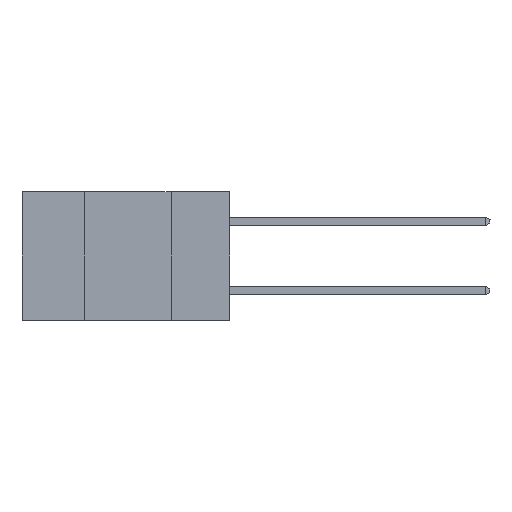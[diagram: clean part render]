
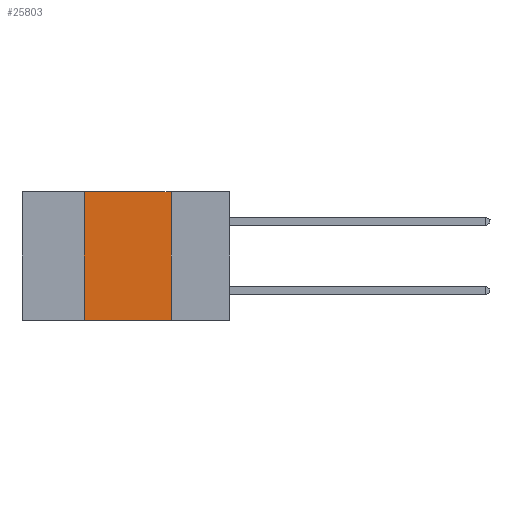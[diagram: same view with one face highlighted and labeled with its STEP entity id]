
A CAD part, left-side view. The second image highlights one B-rep face of the part: STEP entity #25803.
In plain terms, the highlighted planar face has unit normal (-1, 0, 0).
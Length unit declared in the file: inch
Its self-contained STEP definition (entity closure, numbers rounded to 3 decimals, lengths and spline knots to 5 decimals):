
#491 = ORIENTED_EDGE ( 'NONE', *, *, #9465, .F. ) ;
#982 = VERTEX_POINT ( 'NONE', #16528 ) ;
#1312 = VECTOR ( 'NONE', #30292, 39.37008 ) ;
#2120 = VERTEX_POINT ( 'NONE', #32627 ) ;
#2171 = VERTEX_POINT ( 'NONE', #19863 ) ;
#2243 = EDGE_CURVE ( 'NONE', #2171, #2120, #22044, .T. ) ;
#3475 = VERTEX_POINT ( 'NONE', #22225 ) ;
#5405 = DIRECTION ( 'NONE',  ( 0., 0., 1. ) ) ;
#7117 = DIRECTION ( 'NONE',  ( 0., -1., 0. ) ) ;
#9029 = ORIENTED_EDGE ( 'NONE', *, *, #2243, .T. ) ;
#9400 = CARTESIAN_POINT ( 'NONE',  ( 0., 0.42, 0. ) ) ;
#9465 = EDGE_CURVE ( 'NONE', #3475, #2120, #15537, .T. ) ;
#9676 = VECTOR ( 'NONE', #7117, 39.37008 ) ;
#10004 = EDGE_CURVE ( 'NONE', #982, #3475, #20032, .T. ) ;
#12000 = CARTESIAN_POINT ( 'NONE',  ( 0., 0.17, 0. ) ) ;
#12977 = VECTOR ( 'NONE', #24656, 39.37008 ) ;
#14626 = DIRECTION ( 'NONE',  ( 1., 0., 0. ) ) ;
#15537 = LINE ( 'NONE', #12000, #1312 ) ;
#15732 = FACE_OUTER_BOUND ( 'NONE', #24501, .T. ) ;
#16528 = CARTESIAN_POINT ( 'NONE',  ( 0., 0.42, 0. ) ) ;
#16865 = CARTESIAN_POINT ( 'NONE',  ( 0., 0.6, 0. ) ) ;
#17098 = CARTESIAN_POINT ( 'NONE',  ( 0., 0.6, -0.37 ) ) ;
#17677 = VECTOR ( 'NONE', #5405, 39.37008 ) ;
#18975 = ORIENTED_EDGE ( 'NONE', *, *, #27631, .F. ) ;
#19319 = LINE ( 'NONE', #9400, #17677 ) ;
#19863 = CARTESIAN_POINT ( 'NONE',  ( 0., 0.42, -0.37 ) ) ;
#20032 = LINE ( 'NONE', #16865, #12977 ) ;
#20977 = ORIENTED_EDGE ( 'NONE', *, *, #10004, .F. ) ;
#22044 = LINE ( 'NONE', #17098, #9676 ) ;
#22225 = CARTESIAN_POINT ( 'NONE',  ( 0., 0.17, 0. ) ) ;
#24501 = EDGE_LOOP ( 'NONE', ( #491, #20977, #18975, #9029 ) ) ;
#24656 = DIRECTION ( 'NONE',  ( 0., -1., 0. ) ) ;
#24993 = PLANE ( 'NONE',  #25893 ) ;
#25803 = ADVANCED_FACE ( 'NONE', ( #15732 ), #24993, .F. ) ;
#25893 = AXIS2_PLACEMENT_3D ( 'NONE', #30146, #14626, #32678 ) ;
#27631 = EDGE_CURVE ( 'NONE', #2171, #982, #19319, .T. ) ;
#30146 = CARTESIAN_POINT ( 'NONE',  ( 0., 0.6, 0. ) ) ;
#30292 = DIRECTION ( 'NONE',  ( 0., 0., -1. ) ) ;
#32627 = CARTESIAN_POINT ( 'NONE',  ( 0., 0.17, -0.37 ) ) ;
#32678 = DIRECTION ( 'NONE',  ( 0., 0., -1. ) ) ;
